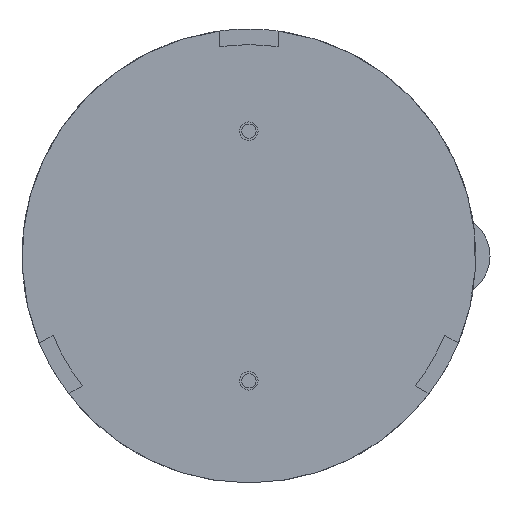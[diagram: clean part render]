
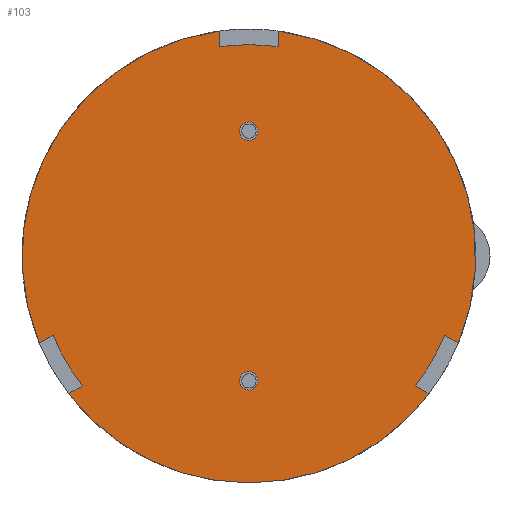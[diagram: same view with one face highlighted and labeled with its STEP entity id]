
A CAD part, front view. The second image highlights one B-rep face of the part: STEP entity #103.
In plain terms, the highlighted planar face has unit normal (0, -1, 0).
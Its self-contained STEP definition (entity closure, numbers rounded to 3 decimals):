
#103=ADVANCED_FACE('NONE',(#221,#222,#223),#224,.T.);
#221=FACE_OUTER_BOUND('',#354,.T.);
#222=FACE_BOUND('',#355,.T.);
#223=FACE_BOUND('',#356,.T.);
#224=PLANE('',#357);
#354=EDGE_LOOP('',(#571,#572,#573,#574,#575,#576,#577,#578,#579,#580,#581,#582,#583,#584));
#355=EDGE_LOOP('',(#585,#586));
#356=EDGE_LOOP('',(#587,#588));
#357=AXIS2_PLACEMENT_3D('',#589,#590,#591);
#571=ORIENTED_EDGE('',*,*,#824,.T.);
#572=ORIENTED_EDGE('',*,*,#837,.T.);
#573=ORIENTED_EDGE('',*,*,#792,.T.);
#574=ORIENTED_EDGE('',*,*,#838,.T.);
#575=ORIENTED_EDGE('',*,*,#839,.T.);
#576=ORIENTED_EDGE('',*,*,#840,.T.);
#577=ORIENTED_EDGE('',*,*,#841,.T.);
#578=ORIENTED_EDGE('',*,*,#842,.T.);
#579=ORIENTED_EDGE('',*,*,#843,.T.);
#580=ORIENTED_EDGE('',*,*,#844,.T.);
#581=ORIENTED_EDGE('',*,*,#828,.T.);
#582=ORIENTED_EDGE('',*,*,#845,.T.);
#583=ORIENTED_EDGE('',*,*,#846,.T.);
#584=ORIENTED_EDGE('',*,*,#847,.T.);
#585=ORIENTED_EDGE('',*,*,#848,.F.);
#586=ORIENTED_EDGE('',*,*,#813,.F.);
#587=ORIENTED_EDGE('',*,*,#849,.F.);
#588=ORIENTED_EDGE('',*,*,#808,.F.);
#589=CARTESIAN_POINT('',(0.0,1.0,0.0));
#590=DIRECTION('',(0.0,-1.0,0.0));
#591=DIRECTION('',(0.0,0.0,-1.0));
#792=EDGE_CURVE('NONE',#938,#935,#939,.T.);
#808=EDGE_CURVE('NONE',#965,#967,#968,.T.);
#813=EDGE_CURVE('NONE',#974,#976,#977,.T.);
#824=EDGE_CURVE('NONE',#995,#993,#996,.T.);
#828=EDGE_CURVE('NONE',#1003,#1001,#1004,.T.);
#837=EDGE_CURVE('NONE',#993,#938,#1013,.T.);
#838=EDGE_CURVE('NONE',#935,#1014,#1015,.T.);
#839=EDGE_CURVE('NONE',#1014,#1016,#1017,.T.);
#840=EDGE_CURVE('NONE',#1016,#1018,#1019,.T.);
#841=EDGE_CURVE('NONE',#1018,#1020,#1021,.T.);
#842=EDGE_CURVE('NONE',#1020,#1022,#1023,.T.);
#843=EDGE_CURVE('NONE',#1022,#1024,#1025,.T.);
#844=EDGE_CURVE('NONE',#1024,#1003,#1026,.T.);
#845=EDGE_CURVE('NONE',#1001,#1027,#1028,.T.);
#846=EDGE_CURVE('NONE',#1027,#1029,#1030,.T.);
#847=EDGE_CURVE('NONE',#1029,#995,#1031,.T.);
#848=EDGE_CURVE('NONE',#976,#974,#1032,.T.);
#849=EDGE_CURVE('NONE',#967,#965,#1033,.T.);
#935=VERTEX_POINT('',#1137);
#938=VERTEX_POINT('NONE',#1141);
#939=CIRCLE('',#1142,14.8);
#965=VERTEX_POINT('NONE',#1173);
#967=VERTEX_POINT('NONE',#1176);
#968=CIRCLE('',#1177,0.65);
#974=VERTEX_POINT('NONE',#1184);
#976=VERTEX_POINT('NONE',#1187);
#977=CIRCLE('',#1188,0.65);
#993=VERTEX_POINT('NONE',#1206);
#995=VERTEX_POINT('NONE',#1209);
#996=CIRCLE('',#1210,15.9);
#1001=VERTEX_POINT('NONE',#1216);
#1003=VERTEX_POINT('NONE',#1219);
#1004=CIRCLE('',#1220,15.9);
#1013=LINE('',#1230,#1231);
#1014=VERTEX_POINT('NONE',#1232);
#1015=CIRCLE('',#1233,14.8);
#1016=VERTEX_POINT('NONE',#1234);
#1017=LINE('',#1235,#1236);
#1018=VERTEX_POINT('NONE',#1237);
#1019=CIRCLE('',#1238,15.9);
#1020=VERTEX_POINT('NONE',#1239);
#1021=LINE('',#1240,#1241);
#1022=VERTEX_POINT('NONE',#1242);
#1023=CIRCLE('',#1243,14.8);
#1024=VERTEX_POINT('NONE',#1244);
#1025=LINE('',#1245,#1246);
#1026=CIRCLE('',#1247,15.9);
#1027=VERTEX_POINT('NONE',#1248);
#1028=LINE('',#1249,#1250);
#1029=VERTEX_POINT('NONE',#1251);
#1030=CIRCLE('',#1252,14.8);
#1031=LINE('',#1253,#1254);
#1032=CIRCLE('',#1255,0.65);
#1033=CIRCLE('',#1256,0.65);
#1137=CARTESIAN_POINT('',(0.,1.0,14.8));
#1141=CARTESIAN_POINT('',(2.05,1.0,14.657));
#1142=AXIS2_PLACEMENT_3D('',#1359,#1360,#1361);
#1173=CARTESIAN_POINT('',(0.,1.0,8.1));
#1176=CARTESIAN_POINT('',(0.0,1.0,9.4));
#1177=AXIS2_PLACEMENT_3D('',#1386,#1387,#1388);
#1184=CARTESIAN_POINT('',(0.,1.0,-9.4));
#1187=CARTESIAN_POINT('',(0.0,1.0,-8.1));
#1188=AXIS2_PLACEMENT_3D('',#1394,#1395,#1396);
#1206=CARTESIAN_POINT('',(2.05,1.0,15.767));
#1209=CARTESIAN_POINT('',(14.68,1.0,-6.108));
#1210=AXIS2_PLACEMENT_3D('',#1415,#1416,#1417);
#1216=CARTESIAN_POINT('',(12.63,1.0,-9.659));
#1219=CARTESIAN_POINT('',(0.0,1.0,-15.9));
#1220=AXIS2_PLACEMENT_3D('',#1423,#1424,#1425);
#1230=CARTESIAN_POINT('',(2.05,1.0,14.657));
#1231=VECTOR('',#1439,1000.0);
#1232=CARTESIAN_POINT('',(-2.05,1.0,14.657));
#1233=AXIS2_PLACEMENT_3D('',#1440,#1441,#1442);
#1234=CARTESIAN_POINT('',(-2.05,1.0,15.767));
#1235=CARTESIAN_POINT('',(-2.05,1.0,14.657));
#1236=VECTOR('',#1443,1000.0);
#1237=CARTESIAN_POINT('',(-14.68,1.0,-6.108));
#1238=AXIS2_PLACEMENT_3D('',#1444,#1445,#1446);
#1239=CARTESIAN_POINT('',(-13.719,1.0,-5.553));
#1240=CARTESIAN_POINT('',(-13.719,1.0,-5.553));
#1241=VECTOR('',#1447,1000.0);
#1242=CARTESIAN_POINT('',(-11.669,1.0,-9.104));
#1243=AXIS2_PLACEMENT_3D('',#1448,#1449,#1450);
#1244=CARTESIAN_POINT('',(-12.63,1.0,-9.659));
#1245=CARTESIAN_POINT('',(-11.669,1.0,-9.104));
#1246=VECTOR('',#1451,1000.0);
#1247=AXIS2_PLACEMENT_3D('',#1452,#1453,#1454);
#1248=CARTESIAN_POINT('',(11.669,1.0,-9.104));
#1249=CARTESIAN_POINT('',(11.669,1.0,-9.104));
#1250=VECTOR('',#1455,1000.0);
#1251=CARTESIAN_POINT('',(13.719,1.0,-5.553));
#1252=AXIS2_PLACEMENT_3D('',#1456,#1457,#1458);
#1253=CARTESIAN_POINT('',(13.719,1.0,-5.553));
#1254=VECTOR('',#1459,1000.0);
#1255=AXIS2_PLACEMENT_3D('',#1460,#1461,#1462);
#1256=AXIS2_PLACEMENT_3D('',#1463,#1464,#1465);
#1359=CARTESIAN_POINT('',(0.0,1.0,0.0));
#1360=DIRECTION('',(0.0,-1.0,0.0));
#1361=DIRECTION('',(0.0,0.0,-1.0));
#1386=CARTESIAN_POINT('',(0.0,1.0,8.75));
#1387=DIRECTION('',(0.0,-1.0,0.0));
#1388=DIRECTION('',(0.0,0.0,1.0));
#1394=CARTESIAN_POINT('',(0.0,1.0,-8.75));
#1395=DIRECTION('',(0.0,-1.0,0.0));
#1396=DIRECTION('',(0.0,0.0,-1.0));
#1415=CARTESIAN_POINT('',(0.0,1.0,0.0));
#1416=DIRECTION('',(0.0,-1.0,0.0));
#1417=DIRECTION('',(0.0,0.0,-1.0));
#1423=CARTESIAN_POINT('',(0.0,1.0,0.0));
#1424=DIRECTION('',(0.0,-1.0,0.0));
#1425=DIRECTION('',(0.0,0.0,-1.0));
#1439=DIRECTION('',(-0.0,-0.0,-1.0));
#1440=CARTESIAN_POINT('',(0.0,1.0,0.0));
#1441=DIRECTION('',(0.0,-1.0,0.0));
#1442=DIRECTION('',(0.0,0.0,-1.0));
#1443=DIRECTION('',(0.0,0.0,1.0));
#1444=CARTESIAN_POINT('',(0.0,1.0,0.0));
#1445=DIRECTION('',(0.0,-1.0,0.0));
#1446=DIRECTION('',(0.0,0.0,-1.0));
#1447=DIRECTION('',(0.866,-0.0,0.5));
#1448=CARTESIAN_POINT('',(0.0,1.0,0.0));
#1449=DIRECTION('',(0.0,-1.0,0.0));
#1450=DIRECTION('',(0.0,0.0,-1.0));
#1451=DIRECTION('',(-0.866,0.0,-0.5));
#1452=CARTESIAN_POINT('',(0.0,1.0,0.0));
#1453=DIRECTION('',(0.0,-1.0,0.0));
#1454=DIRECTION('',(0.0,0.0,-1.0));
#1455=DIRECTION('',(-0.866,-0.0,0.5));
#1456=CARTESIAN_POINT('',(0.0,1.0,0.0));
#1457=DIRECTION('',(0.0,-1.0,0.0));
#1458=DIRECTION('',(0.0,0.0,-1.0));
#1459=DIRECTION('',(0.866,0.0,-0.5));
#1460=CARTESIAN_POINT('',(0.0,1.0,-8.75));
#1461=DIRECTION('',(0.0,-1.0,0.0));
#1462=DIRECTION('',(0.0,0.0,-1.0));
#1463=CARTESIAN_POINT('',(0.0,1.0,8.75));
#1464=DIRECTION('',(0.0,-1.0,0.0));
#1465=DIRECTION('',(0.0,0.0,1.0));
